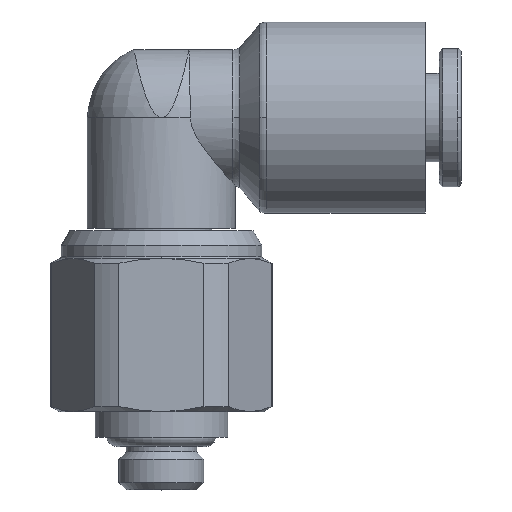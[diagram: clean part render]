
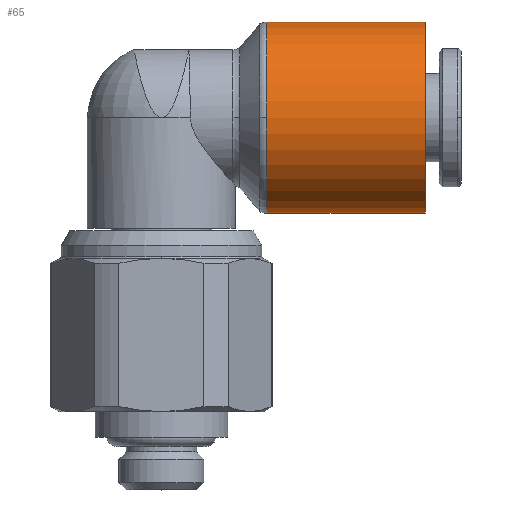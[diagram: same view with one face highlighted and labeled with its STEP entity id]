
A CAD part, top view. The second image highlights one B-rep face of the part: STEP entity #65.
In plain terms, the highlighted cylindrical face has radius 5.625 mm (diameter 11.25 mm), a partial arc.
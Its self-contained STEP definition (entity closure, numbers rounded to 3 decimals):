
#65=ADVANCED_FACE('',(#176),#177,.T.);
#176=FACE_OUTER_BOUND('',#366,.T.);
#177=CYLINDRICAL_SURFACE('',#367,5.625);
#366=EDGE_LOOP('',(#656,#657,#658,#659,#660));
#367=AXIS2_PLACEMENT_3D('',#661,#662,#663);
#656=ORIENTED_EDGE('',*,*,#1297,.F.);
#657=ORIENTED_EDGE('',*,*,#1298,.T.);
#658=ORIENTED_EDGE('',*,*,#1299,.T.);
#659=ORIENTED_EDGE('',*,*,#1300,.F.);
#660=ORIENTED_EDGE('',*,*,#1301,.F.);
#661=CARTESIAN_POINT('',(10.853,21.876,0.0));
#662=DIRECTION('',(1.0,0.0,0.0));
#663=DIRECTION('',(0.0,1.0,0.0));
#1297=EDGE_CURVE('',#1573,#1574,#1575,.T.);
#1298=EDGE_CURVE('',#1573,#1576,#1577,.T.);
#1299=EDGE_CURVE('',#1576,#1578,#1579,.T.);
#1300=EDGE_CURVE('',#1580,#1578,#1581,.T.);
#1301=EDGE_CURVE('',#1574,#1580,#1582,.T.);
#1573=VERTEX_POINT('',#2190);
#1574=VERTEX_POINT('',#2191);
#1575=LINE('',#2192,#2193);
#1576=VERTEX_POINT('',#2194);
#1577=CIRCLE('',#2195,5.625);
#1578=VERTEX_POINT('',#2196);
#1579=CIRCLE('',#2197,5.625);
#1580=VERTEX_POINT('',#2198);
#1581=LINE('',#2199,#2200);
#1582=CIRCLE('',#2201,5.625);
#2190=CARTESIAN_POINT('',(6.19,27.501,0.0));
#2191=CARTESIAN_POINT('',(15.516,27.501,0.0));
#2192=CARTESIAN_POINT('',(10.853,27.501,0.));
#2193=VECTOR('',#3038,1.0);
#2194=CARTESIAN_POINT('',(6.19,21.876,5.625));
#2195=AXIS2_PLACEMENT_3D('',#3039,#3040,#3041);
#2196=CARTESIAN_POINT('',(6.19,16.251,0.));
#2197=AXIS2_PLACEMENT_3D('',#3042,#3043,#3044);
#2198=CARTESIAN_POINT('',(15.516,16.251,0.));
#2199=CARTESIAN_POINT('',(10.853,16.251,0.));
#2200=VECTOR('',#3045,1.0);
#2201=AXIS2_PLACEMENT_3D('',#3046,#3047,#3048);
#3038=DIRECTION('',(1.0,0.0,0.0));
#3039=CARTESIAN_POINT('',(6.19,21.876,0.0));
#3040=DIRECTION('',(1.0,0.0,0.0));
#3041=DIRECTION('',(0.0,1.0,0.0));
#3042=CARTESIAN_POINT('',(6.19,21.876,0.0));
#3043=DIRECTION('',(1.0,0.0,0.0));
#3044=DIRECTION('',(0.0,1.0,0.0));
#3045=DIRECTION('',(-1.0,-0.0,-0.0));
#3046=CARTESIAN_POINT('',(15.516,21.876,0.0));
#3047=DIRECTION('',(1.0,0.0,0.0));
#3048=DIRECTION('',(0.0,1.0,0.0));
